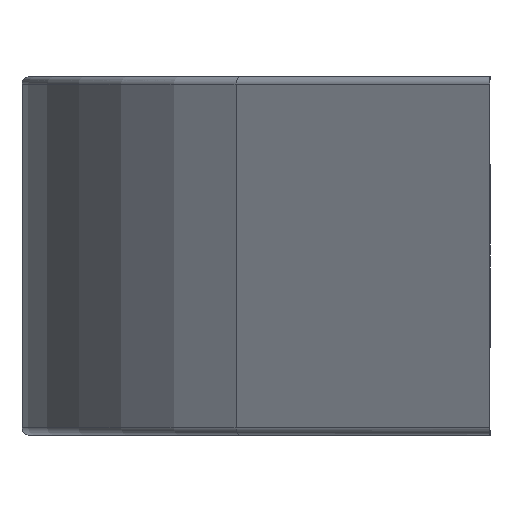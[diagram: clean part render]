
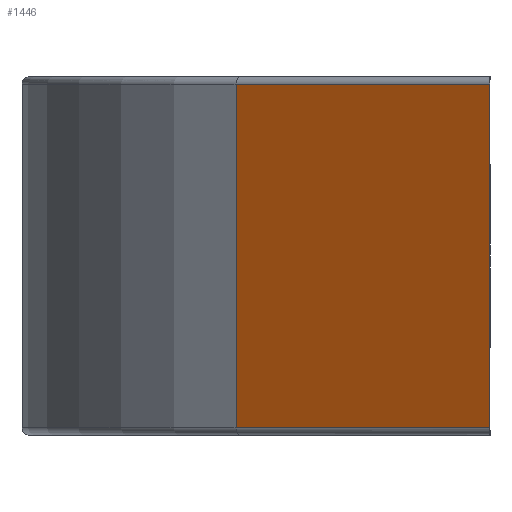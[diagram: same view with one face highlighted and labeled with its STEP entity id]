
A CAD part, left-side view. The second image highlights one B-rep face of the part: STEP entity #1446.
In plain terms, the highlighted planar face has unit normal (-0.809, 0.588, 0).
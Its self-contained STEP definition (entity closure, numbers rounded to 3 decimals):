
#10 = EDGE_CURVE ( 'NONE', #1157, #82, #309, .T. ) ;
#72 = CARTESIAN_POINT ( 'NONE',  ( -89.5, 0., 11.75 ) ) ;
#82 = VERTEX_POINT ( 'NONE', #861 ) ;
#89 = CARTESIAN_POINT ( 'NONE',  ( -89.5, 0., 11.75 ) ) ;
#164 = ORIENTED_EDGE ( 'NONE', *, *, #10, .T. ) ;
#182 = VERTEX_POINT ( 'NONE', #226 ) ;
#183 = ORIENTED_EDGE ( 'NONE', *, *, #1479, .F. ) ;
#185 = DIRECTION ( 'NONE',  ( 0.588, 0.809, 0. ) ) ;
#226 = CARTESIAN_POINT ( 'NONE',  ( -76.883, 17.366, -11.75 ) ) ;
#244 = DIRECTION ( 'NONE',  ( 0., 0., 1. ) ) ;
#309 = LINE ( 'NONE', #72, #444 ) ;
#317 = PLANE ( 'NONE',  #1199 ) ;
#335 = CARTESIAN_POINT ( 'NONE',  ( -76.883, 17.366, 11.75 ) ) ;
#420 = DIRECTION ( 'NONE',  ( 0., 0., 1. ) ) ;
#444 = VECTOR ( 'NONE', #420, 1000. ) ;
#466 = LINE ( 'NONE', #335, #1292 ) ;
#526 = CARTESIAN_POINT ( 'NONE',  ( -89.5, 0., 11.75 ) ) ;
#535 = LINE ( 'NONE', #526, #828 ) ;
#569 = ORIENTED_EDGE ( 'NONE', *, *, #1111, .F. ) ;
#689 = VERTEX_POINT ( 'NONE', #1006 ) ;
#756 = CARTESIAN_POINT ( 'NONE',  ( -89.5, 0., -11.75 ) ) ;
#760 = DIRECTION ( 'NONE',  ( 0.588, 0.809, 0. ) ) ;
#786 = DIRECTION ( 'NONE',  ( -0.809, 0.588, 0. ) ) ;
#828 = VECTOR ( 'NONE', #760, 1000. ) ;
#861 = CARTESIAN_POINT ( 'NONE',  ( -89.5, 0., 11.75 ) ) ;
#909 = CARTESIAN_POINT ( 'NONE',  ( -89.5, 0., -11.75 ) ) ;
#1006 = CARTESIAN_POINT ( 'NONE',  ( -76.883, 17.366, 11.75 ) ) ;
#1073 = EDGE_LOOP ( 'NONE', ( #1148, #183, #569, #164 ) ) ;
#1111 = EDGE_CURVE ( 'NONE', #1157, #182, #1300, .T. ) ;
#1122 = FACE_OUTER_BOUND ( 'NONE', #1073, .T. ) ;
#1148 = ORIENTED_EDGE ( 'NONE', *, *, #1391, .T. ) ;
#1157 = VERTEX_POINT ( 'NONE', #909 ) ;
#1199 = AXIS2_PLACEMENT_3D ( 'NONE', #89, #786, #1203 ) ;
#1203 = DIRECTION ( 'NONE',  ( -0.588, -0.809, 0. ) ) ;
#1292 = VECTOR ( 'NONE', #244, 1000. ) ;
#1300 = LINE ( 'NONE', #756, #1302 ) ;
#1302 = VECTOR ( 'NONE', #185, 1000. ) ;
#1391 = EDGE_CURVE ( 'NONE', #82, #689, #535, .T. ) ;
#1446 = ADVANCED_FACE ( 'NONE', ( #1122 ), #317, .T. ) ;
#1479 = EDGE_CURVE ( 'NONE', #182, #689, #466, .T. ) ;
